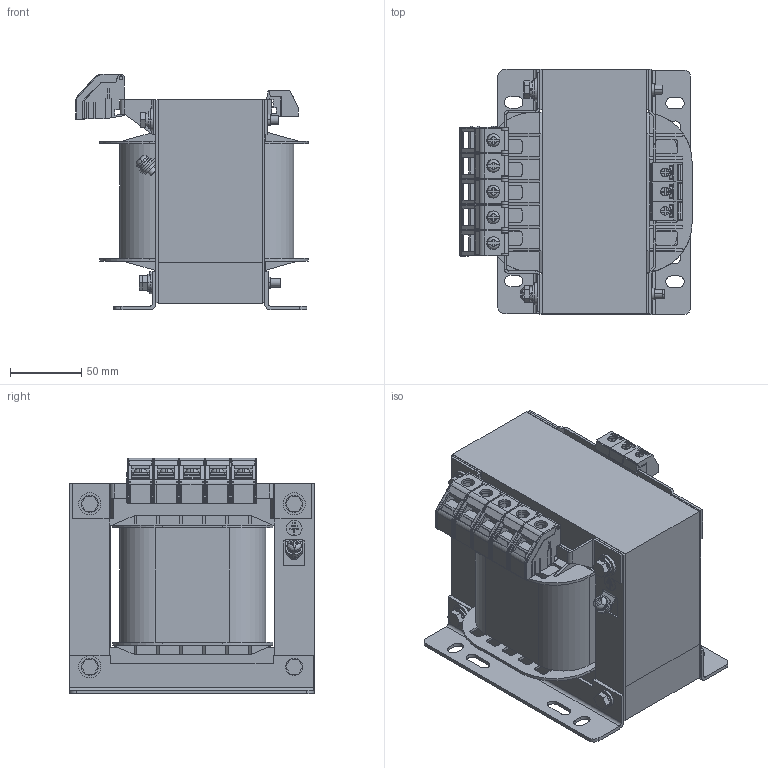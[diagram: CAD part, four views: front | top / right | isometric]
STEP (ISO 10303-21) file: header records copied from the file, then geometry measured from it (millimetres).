
FILE_DESCRIPTION((''),'2;1');
FILE_NAME('NDK-1000_ASM','2023-08-16T09:46:48',('yanyan'),(''),'CREO PARAMETRIC BY PTC INC, 2020044','CREO PARAMETRIC BY PTC INC, 2020044','');
FILE_SCHEMA(('CONFIG_CONTROL_DESIGN','SHAPE_APPEARANCE_LAYERS_GROUPS'));
Products named in the file (1): NDK-1000_ASM
Bounding box: 162.6 x 171.5 x 164.99 mm (x, y, z)
Surface area: 390745.7 mm2 (no closed solid volume)
Topology: 0 solids, 66 shells, 3092 faces, 8310 edges, 5387 vertices
Faces by surface type: plane 2106, cylinder 856, torus 114, cone 12, bspline 4
Entity records: 112336 total; most frequent: CARTESIAN_POINT 18957, ORIENTED_EDGE 16616, DIRECTION 15821, EDGE_CURVE 8310, VECTOR 6149, LINE 6149, VERTEX_POINT 5387, AXIS2_PLACEMENT_3D 4836
